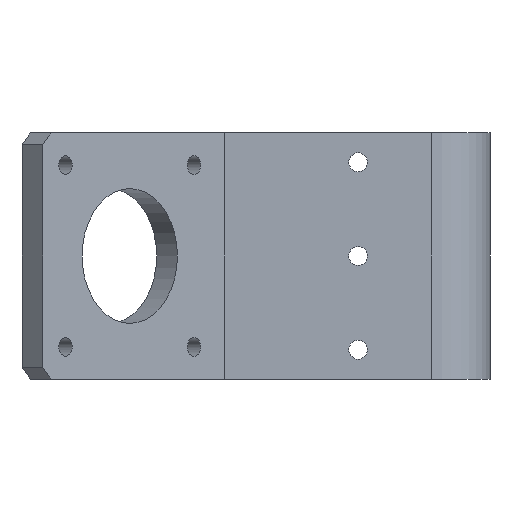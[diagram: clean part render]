
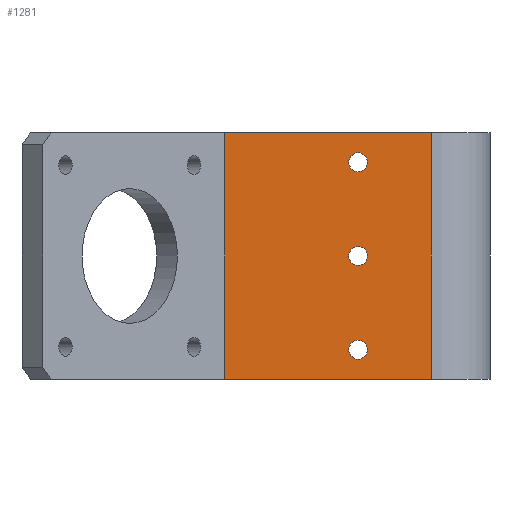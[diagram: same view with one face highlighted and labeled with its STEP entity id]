
A CAD part, front view. The second image highlights one B-rep face of the part: STEP entity #1281.
In plain terms, the highlighted planar face has unit normal (0, -1, 0).
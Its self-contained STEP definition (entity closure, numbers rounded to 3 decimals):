
#72 = PLANE('',#73);
#73 = AXIS2_PLACEMENT_3D('',#74,#75,#76);
#74 = CARTESIAN_POINT('',(-30.088,-220.255,
    0.));
#75 = DIRECTION('',(0.,0.,-1.));
#76 = DIRECTION('',(-1.,0.,0.));
#335 = CYLINDRICAL_SURFACE('',#336,1.6);
#336 = AXIS2_PLACEMENT_3D('',#337,#338,#339);
#337 = CARTESIAN_POINT('',(-12.5,-201.8,5.));
#338 = DIRECTION('',(0.,1.,0.));
#339 = DIRECTION('',(-1.,0.,0.));
#401 = PLANE('',#402);
#402 = AXIS2_PLACEMENT_3D('',#403,#404,#405);
#403 = CARTESIAN_POINT('',(-30.088,-220.255,42.));
#404 = DIRECTION('',(0.,0.,1.));
#405 = DIRECTION('',(0.,1.,0.));
#429 = PLANE('',#430);
#430 = AXIS2_PLACEMENT_3D('',#431,#432,#433);
#431 = CARTESIAN_POINT('',(-50.358,-236.929,21.));
#432 = DIRECTION('',(0.707,-0.707,0.));
#433 = DIRECTION('',(0.,0.,1.));
#820 = VERTEX_POINT('',#821);
#821 = CARTESIAN_POINT('',(-35.229,-221.8,42.));
#868 = VERTEX_POINT('',#869);
#869 = CARTESIAN_POINT('',(-35.229,-221.8,0.));
#890 = EDGE_CURVE('',#868,#820,#891,.T.);
#891 = SURFACE_CURVE('',#892,(#896,#902),.PCURVE_S1.);
#892 = LINE('',#893,#894);
#893 = CARTESIAN_POINT('',(-35.229,-221.8,10.5));
#894 = VECTOR('',#895,1.);
#895 = DIRECTION('',(0.,0.,1.));
#896 = PCURVE('',#429,#897);
#897 = DEFINITIONAL_REPRESENTATION('',(#898),#901);
#898 = B_SPLINE_CURVE_WITH_KNOTS('',1,(#899,#900),.UNSPECIFIED.,.F.,.F.,
  (2,2),(-10.5,31.5),.PIECEWISE_BEZIER_KNOTS.);
#899 = CARTESIAN_POINT('',(-21.,-21.395));
#900 = CARTESIAN_POINT('',(21.,-21.395));
#901 = ( GEOMETRIC_REPRESENTATION_CONTEXT(2) 
PARAMETRIC_REPRESENTATION_CONTEXT() REPRESENTATION_CONTEXT('2D SPACE',''
  ) );
#902 = PCURVE('',#903,#908);
#903 = PLANE('',#904);
#904 = AXIS2_PLACEMENT_3D('',#905,#906,#907);
#905 = CARTESIAN_POINT('',(-39.,-221.8,0.));
#906 = DIRECTION('',(0.,1.,0.));
#907 = DIRECTION('',(1.,0.,0.));
#908 = DEFINITIONAL_REPRESENTATION('',(#909),#912);
#909 = B_SPLINE_CURVE_WITH_KNOTS('',1,(#910,#911),.UNSPECIFIED.,.F.,.F.,
  (2,2),(-10.5,31.5),.PIECEWISE_BEZIER_KNOTS.);
#910 = CARTESIAN_POINT('',(3.771,0.));
#911 = CARTESIAN_POINT('',(3.771,-42.));
#912 = ( GEOMETRIC_REPRESENTATION_CONTEXT(2) 
PARAMETRIC_REPRESENTATION_CONTEXT() REPRESENTATION_CONTEXT('2D SPACE',''
  ) );
#1281 = ADVANCED_FACE('',(#1282,#1357,#1388,#1419),#903,.F.);
#1282 = FACE_BOUND('',#1283,.F.);
#1283 = EDGE_LOOP('',(#1284,#1307,#1308,#1331));
#1284 = ORIENTED_EDGE('',*,*,#1285,.F.);
#1285 = EDGE_CURVE('',#868,#1286,#1288,.T.);
#1286 = VERTEX_POINT('',#1287);
#1287 = CARTESIAN_POINT('',(0.,-221.8,0.));
#1288 = SURFACE_CURVE('',#1289,(#1293,#1300),.PCURVE_S1.);
#1289 = LINE('',#1290,#1291);
#1290 = CARTESIAN_POINT('',(-39.,-221.8,0.));
#1291 = VECTOR('',#1292,1.);
#1292 = DIRECTION('',(1.,0.,0.));
#1293 = PCURVE('',#903,#1294);
#1294 = DEFINITIONAL_REPRESENTATION('',(#1295),#1299);
#1295 = LINE('',#1296,#1297);
#1296 = CARTESIAN_POINT('',(0.,0.));
#1297 = VECTOR('',#1298,1.);
#1298 = DIRECTION('',(1.,0.));
#1299 = ( GEOMETRIC_REPRESENTATION_CONTEXT(2) 
PARAMETRIC_REPRESENTATION_CONTEXT() REPRESENTATION_CONTEXT('2D SPACE',''
  ) );
#1300 = PCURVE('',#72,#1301);
#1301 = DEFINITIONAL_REPRESENTATION('',(#1302),#1306);
#1302 = LINE('',#1303,#1304);
#1303 = CARTESIAN_POINT('',(8.912,-1.545));
#1304 = VECTOR('',#1305,1.);
#1305 = DIRECTION('',(-1.,0.));
#1306 = ( GEOMETRIC_REPRESENTATION_CONTEXT(2) 
PARAMETRIC_REPRESENTATION_CONTEXT() REPRESENTATION_CONTEXT('2D SPACE',''
  ) );
#1307 = ORIENTED_EDGE('',*,*,#890,.T.);
#1308 = ORIENTED_EDGE('',*,*,#1309,.T.);
#1309 = EDGE_CURVE('',#820,#1310,#1312,.T.);
#1310 = VERTEX_POINT('',#1311);
#1311 = CARTESIAN_POINT('',(0.,-221.8,42.));
#1312 = SURFACE_CURVE('',#1313,(#1317,#1324),.PCURVE_S1.);
#1313 = LINE('',#1314,#1315);
#1314 = CARTESIAN_POINT('',(-39.,-221.8,42.));
#1315 = VECTOR('',#1316,1.);
#1316 = DIRECTION('',(1.,0.,0.));
#1317 = PCURVE('',#903,#1318);
#1318 = DEFINITIONAL_REPRESENTATION('',(#1319),#1323);
#1319 = LINE('',#1320,#1321);
#1320 = CARTESIAN_POINT('',(0.,-42.));
#1321 = VECTOR('',#1322,1.);
#1322 = DIRECTION('',(1.,0.));
#1323 = ( GEOMETRIC_REPRESENTATION_CONTEXT(2) 
PARAMETRIC_REPRESENTATION_CONTEXT() REPRESENTATION_CONTEXT('2D SPACE',''
  ) );
#1324 = PCURVE('',#401,#1325);
#1325 = DEFINITIONAL_REPRESENTATION('',(#1326),#1330);
#1326 = LINE('',#1327,#1328);
#1327 = CARTESIAN_POINT('',(-1.545,8.912));
#1328 = VECTOR('',#1329,1.);
#1329 = DIRECTION('',(0.,-1.));
#1330 = ( GEOMETRIC_REPRESENTATION_CONTEXT(2) 
PARAMETRIC_REPRESENTATION_CONTEXT() REPRESENTATION_CONTEXT('2D SPACE',''
  ) );
#1331 = ORIENTED_EDGE('',*,*,#1332,.F.);
#1332 = EDGE_CURVE('',#1286,#1310,#1333,.T.);
#1333 = SURFACE_CURVE('',#1334,(#1338,#1345),.PCURVE_S1.);
#1334 = LINE('',#1335,#1336);
#1335 = CARTESIAN_POINT('',(0.,-221.8,0.));
#1336 = VECTOR('',#1337,1.);
#1337 = DIRECTION('',(0.,0.,1.));
#1338 = PCURVE('',#903,#1339);
#1339 = DEFINITIONAL_REPRESENTATION('',(#1340),#1344);
#1340 = LINE('',#1341,#1342);
#1341 = CARTESIAN_POINT('',(39.,0.));
#1342 = VECTOR('',#1343,1.);
#1343 = DIRECTION('',(0.,-1.));
#1344 = ( GEOMETRIC_REPRESENTATION_CONTEXT(2) 
PARAMETRIC_REPRESENTATION_CONTEXT() REPRESENTATION_CONTEXT('2D SPACE',''
  ) );
#1345 = PCURVE('',#1346,#1351);
#1346 = CYLINDRICAL_SURFACE('',#1347,10.);
#1347 = AXIS2_PLACEMENT_3D('',#1348,#1349,#1350);
#1348 = CARTESIAN_POINT('',(0.,-211.8,0.));
#1349 = DIRECTION('',(0.,0.,-1.));
#1350 = DIRECTION('',(1.,0.,0.));
#1351 = DEFINITIONAL_REPRESENTATION('',(#1352),#1356);
#1352 = LINE('',#1353,#1354);
#1353 = CARTESIAN_POINT('',(-4.712,0.));
#1354 = VECTOR('',#1355,1.);
#1355 = DIRECTION('',(-0.,-1.));
#1356 = ( GEOMETRIC_REPRESENTATION_CONTEXT(2) 
PARAMETRIC_REPRESENTATION_CONTEXT() REPRESENTATION_CONTEXT('2D SPACE',''
  ) );
#1357 = FACE_BOUND('',#1358,.F.);
#1358 = EDGE_LOOP('',(#1359));
#1359 = ORIENTED_EDGE('',*,*,#1360,.F.);
#1360 = EDGE_CURVE('',#1361,#1361,#1363,.T.);
#1361 = VERTEX_POINT('',#1362);
#1362 = CARTESIAN_POINT('',(-14.1,-221.8,37.));
#1363 = SURFACE_CURVE('',#1364,(#1369,#1376),.PCURVE_S1.);
#1364 = CIRCLE('',#1365,1.6);
#1365 = AXIS2_PLACEMENT_3D('',#1366,#1367,#1368);
#1366 = CARTESIAN_POINT('',(-12.5,-221.8,37.));
#1367 = DIRECTION('',(0.,1.,0.));
#1368 = DIRECTION('',(-1.,0.,0.));
#1369 = PCURVE('',#903,#1370);
#1370 = DEFINITIONAL_REPRESENTATION('',(#1371),#1375);
#1371 = CIRCLE('',#1372,1.6);
#1372 = AXIS2_PLACEMENT_2D('',#1373,#1374);
#1373 = CARTESIAN_POINT('',(26.5,-37.));
#1374 = DIRECTION('',(-1.,0.));
#1375 = ( GEOMETRIC_REPRESENTATION_CONTEXT(2) 
PARAMETRIC_REPRESENTATION_CONTEXT() REPRESENTATION_CONTEXT('2D SPACE',''
  ) );
#1376 = PCURVE('',#1377,#1382);
#1377 = CYLINDRICAL_SURFACE('',#1378,1.6);
#1378 = AXIS2_PLACEMENT_3D('',#1379,#1380,#1381);
#1379 = CARTESIAN_POINT('',(-12.5,-201.8,37.));
#1380 = DIRECTION('',(0.,1.,0.));
#1381 = DIRECTION('',(-1.,0.,0.));
#1382 = DEFINITIONAL_REPRESENTATION('',(#1383),#1387);
#1383 = LINE('',#1384,#1385);
#1384 = CARTESIAN_POINT('',(0.,-20.));
#1385 = VECTOR('',#1386,1.);
#1386 = DIRECTION('',(1.,0.));
#1387 = ( GEOMETRIC_REPRESENTATION_CONTEXT(2) 
PARAMETRIC_REPRESENTATION_CONTEXT() REPRESENTATION_CONTEXT('2D SPACE',''
  ) );
#1388 = FACE_BOUND('',#1389,.F.);
#1389 = EDGE_LOOP('',(#1390));
#1390 = ORIENTED_EDGE('',*,*,#1391,.F.);
#1391 = EDGE_CURVE('',#1392,#1392,#1394,.T.);
#1392 = VERTEX_POINT('',#1393);
#1393 = CARTESIAN_POINT('',(-14.1,-221.8,21.));
#1394 = SURFACE_CURVE('',#1395,(#1400,#1407),.PCURVE_S1.);
#1395 = CIRCLE('',#1396,1.6);
#1396 = AXIS2_PLACEMENT_3D('',#1397,#1398,#1399);
#1397 = CARTESIAN_POINT('',(-12.5,-221.8,21.));
#1398 = DIRECTION('',(0.,1.,0.));
#1399 = DIRECTION('',(-1.,0.,0.));
#1400 = PCURVE('',#903,#1401);
#1401 = DEFINITIONAL_REPRESENTATION('',(#1402),#1406);
#1402 = CIRCLE('',#1403,1.6);
#1403 = AXIS2_PLACEMENT_2D('',#1404,#1405);
#1404 = CARTESIAN_POINT('',(26.5,-21.));
#1405 = DIRECTION('',(-1.,0.));
#1406 = ( GEOMETRIC_REPRESENTATION_CONTEXT(2) 
PARAMETRIC_REPRESENTATION_CONTEXT() REPRESENTATION_CONTEXT('2D SPACE',''
  ) );
#1407 = PCURVE('',#1408,#1413);
#1408 = CYLINDRICAL_SURFACE('',#1409,1.6);
#1409 = AXIS2_PLACEMENT_3D('',#1410,#1411,#1412);
#1410 = CARTESIAN_POINT('',(-12.5,-201.8,21.));
#1411 = DIRECTION('',(0.,1.,0.));
#1412 = DIRECTION('',(-1.,0.,0.));
#1413 = DEFINITIONAL_REPRESENTATION('',(#1414),#1418);
#1414 = LINE('',#1415,#1416);
#1415 = CARTESIAN_POINT('',(0.,-20.));
#1416 = VECTOR('',#1417,1.);
#1417 = DIRECTION('',(1.,0.));
#1418 = ( GEOMETRIC_REPRESENTATION_CONTEXT(2) 
PARAMETRIC_REPRESENTATION_CONTEXT() REPRESENTATION_CONTEXT('2D SPACE',''
  ) );
#1419 = FACE_BOUND('',#1420,.F.);
#1420 = EDGE_LOOP('',(#1421));
#1421 = ORIENTED_EDGE('',*,*,#1422,.F.);
#1422 = EDGE_CURVE('',#1423,#1423,#1425,.T.);
#1423 = VERTEX_POINT('',#1424);
#1424 = CARTESIAN_POINT('',(-14.1,-221.8,5.));
#1425 = SURFACE_CURVE('',#1426,(#1431,#1438),.PCURVE_S1.);
#1426 = CIRCLE('',#1427,1.6);
#1427 = AXIS2_PLACEMENT_3D('',#1428,#1429,#1430);
#1428 = CARTESIAN_POINT('',(-12.5,-221.8,5.));
#1429 = DIRECTION('',(0.,1.,0.));
#1430 = DIRECTION('',(-1.,0.,0.));
#1431 = PCURVE('',#903,#1432);
#1432 = DEFINITIONAL_REPRESENTATION('',(#1433),#1437);
#1433 = CIRCLE('',#1434,1.6);
#1434 = AXIS2_PLACEMENT_2D('',#1435,#1436);
#1435 = CARTESIAN_POINT('',(26.5,-5.));
#1436 = DIRECTION('',(-1.,0.));
#1437 = ( GEOMETRIC_REPRESENTATION_CONTEXT(2) 
PARAMETRIC_REPRESENTATION_CONTEXT() REPRESENTATION_CONTEXT('2D SPACE',''
  ) );
#1438 = PCURVE('',#335,#1439);
#1439 = DEFINITIONAL_REPRESENTATION('',(#1440),#1444);
#1440 = LINE('',#1441,#1442);
#1441 = CARTESIAN_POINT('',(0.,-20.));
#1442 = VECTOR('',#1443,1.);
#1443 = DIRECTION('',(1.,0.));
#1444 = ( GEOMETRIC_REPRESENTATION_CONTEXT(2) 
PARAMETRIC_REPRESENTATION_CONTEXT() REPRESENTATION_CONTEXT('2D SPACE',''
  ) );
